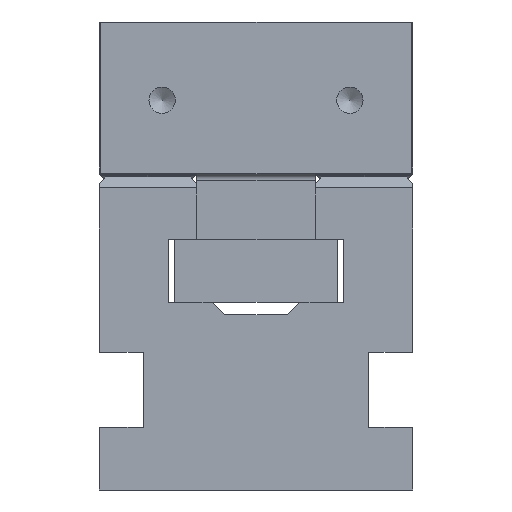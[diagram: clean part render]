
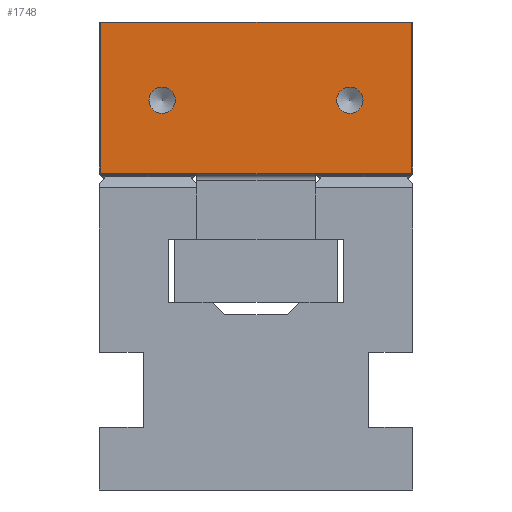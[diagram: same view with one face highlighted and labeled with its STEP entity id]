
A CAD part, front view. The second image highlights one B-rep face of the part: STEP entity #1748.
In plain terms, the highlighted planar face has unit normal (0, -1, 0).
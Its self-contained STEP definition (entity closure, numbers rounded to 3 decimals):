
#1748 = ADVANCED_FACE( '', ( #3966, #3967, #3968 ), #3969, .F. );
#3966 = FACE_BOUND( '', #6735, .T. );
#3967 = FACE_BOUND( '', #6736, .T. );
#3968 = FACE_OUTER_BOUND( '', #6737, .T. );
#3969 = PLANE( '', #6738 );
#6735 = EDGE_LOOP( '', ( #11670 ) );
#6736 = EDGE_LOOP( '', ( #11671 ) );
#6737 = EDGE_LOOP( '', ( #11672, #11673, #11674, #11675 ) );
#6738 = AXIS2_PLACEMENT_3D( '', #11676, #11677, #11678 );
#11670 = ORIENTED_EDGE( '', *, *, #17479, .T. );
#11671 = ORIENTED_EDGE( '', *, *, #18717, .T. );
#11672 = ORIENTED_EDGE( '', *, *, #18704, .F. );
#11673 = ORIENTED_EDGE( '', *, *, #17675, .F. );
#11674 = ORIENTED_EDGE( '', *, *, #18664, .T. );
#11675 = ORIENTED_EDGE( '', *, *, #18718, .T. );
#11676 = CARTESIAN_POINT( '', ( 9.5, 2.5, 10.4 ) );
#11677 = DIRECTION( '', ( 0., 1., 0. ) );
#11678 = DIRECTION( '', ( 0., 0., 1. ) );
#17479 = EDGE_CURVE( '', #21322, #21322, #21323, .T. );
#17675 = EDGE_CURVE( '', #21654, #21645, #21656, .T. );
#18664 = EDGE_CURVE( '', #21654, #23267, #23269, .T. );
#18704 = EDGE_CURVE( '', #21645, #23322, #23323, .F. );
#18717 = EDGE_CURVE( '', #23340, #23340, #23341, .T. );
#18718 = EDGE_CURVE( '', #23267, #23322, #23342, .T. );
#21322 = VERTEX_POINT( '', #26806 );
#21323 = CIRCLE( '', #26807, 2.1 );
#21645 = VERTEX_POINT( '', #27299 );
#21654 = VERTEX_POINT( '', #27311 );
#21656 = LINE( '', #27314, #27315 );
#23267 = VERTEX_POINT( '', #29782 );
#23269 = LINE( '', #29785, #29786 );
#23322 = VERTEX_POINT( '', #29864 );
#23323 = LINE( '', #29865, #29866 );
#23340 = VERTEX_POINT( '', #29887 );
#23341 = CIRCLE( '', #29888, 2.1 );
#23342 = LINE( '', #29889, #29890 );
#26806 = CARTESIAN_POINT( '', ( 15., 2.5, 20.15 ) );
#26807 = AXIS2_PLACEMENT_3D( '', #33167, #33168, #33169 );
#27299 = CARTESIAN_POINT( '', ( 24.8, 2.5, 10.5 ) );
#27311 = CARTESIAN_POINT( '', ( 24.8, 2.5, 34.75 ) );
#27314 = CARTESIAN_POINT( '', ( 24.8, 2.5, 10.4 ) );
#27315 = VECTOR( '', #33340, 1000. );
#29782 = CARTESIAN_POINT( '', ( -24.8, 2.5, 34.75 ) );
#29785 = CARTESIAN_POINT( '', ( 24.8, 2.5, 34.75 ) );
#29786 = VECTOR( '', #34236, 1000. );
#29864 = CARTESIAN_POINT( '', ( -24.8, 2.5, 10.5 ) );
#29865 = CARTESIAN_POINT( '', ( -41.508, 2.5, 10.5 ) );
#29866 = VECTOR( '', #34268, 1000. );
#29887 = CARTESIAN_POINT( '', ( -15., 2.5, 20.15 ) );
#29888 = AXIS2_PLACEMENT_3D( '', #34285, #34286, #34287 );
#29889 = CARTESIAN_POINT( '', ( -24.8, 2.5, 10.4 ) );
#29890 = VECTOR( '', #34288, 1000. );
#33167 = CARTESIAN_POINT( '', ( 15., 2.5, 22.25 ) );
#33168 = DIRECTION( '', ( 0., 1., 0. ) );
#33169 = DIRECTION( '', ( 0., 0., -1. ) );
#33340 = DIRECTION( '', ( 0., 0., -1. ) );
#34236 = DIRECTION( '', ( -1., 0., 0. ) );
#34268 = DIRECTION( '', ( 1., 0., 0. ) );
#34285 = CARTESIAN_POINT( '', ( -15., 2.5, 22.25 ) );
#34286 = DIRECTION( '', ( 0., 1., 0. ) );
#34287 = DIRECTION( '', ( 0., 0., -1. ) );
#34288 = DIRECTION( '', ( 0., 0., -1. ) );
